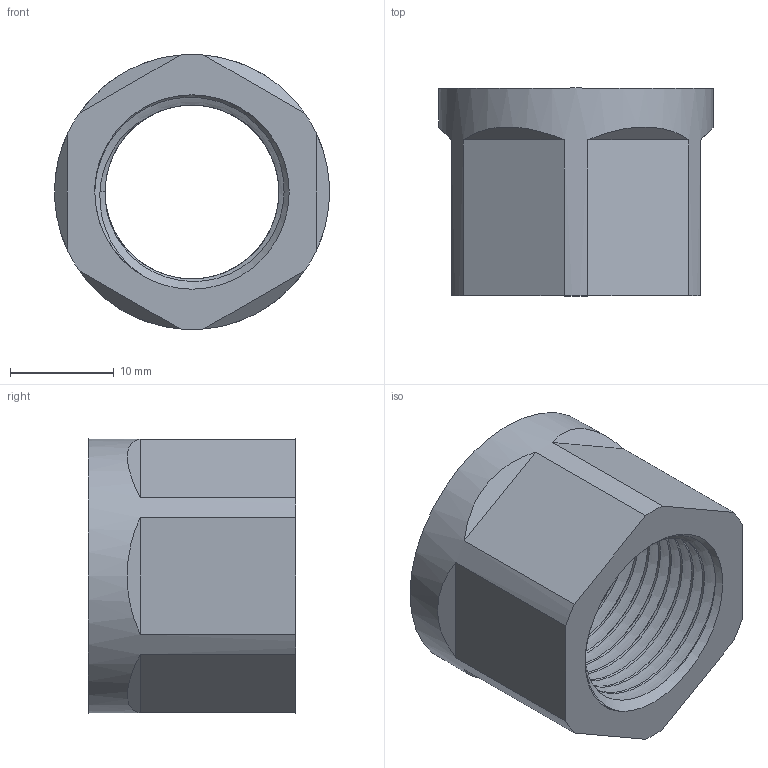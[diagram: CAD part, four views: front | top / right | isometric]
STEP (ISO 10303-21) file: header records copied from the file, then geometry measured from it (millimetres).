
FILE_DESCRIPTION(/* description */ (''),/* implementation_level */ '2;1');
FILE_NAME(/* time_stamp */ '2022-02-02T12:14:11-08:00',/* author */ ('Andrew'),/* organization */ (''),/* preprocessor_version */ 'ST-DEVELOPER v18.1',/* authorisation */ '');
FILE_SCHEMA (('AUTOMOTIVE_DESIGN { 1 0 10303 214 3 1 1 }'));
Length unit declared in the file: millimetre
Products named in the file (1): Shift Knob Adapter
Bounding box: 26.5 x 20 x 26.5 mm (x, y, z)
Volume: 5757.3 mm3; surface area: 4215.8 mm2
Topology: 1 solids, 1 shells, 49 faces, 133 edges, 86 vertices
Faces by surface type: cylinder 30, plane 14, cone 3, bspline 2
Full cylindrical faces by diameter (mm): 16.75 x12, 18.75 x14, 26.5 x1
Entity records: 5095 total; most frequent: CARTESIAN_POINT 3914, ORIENTED_EDGE 266, DIRECTION 194, EDGE_CURVE 133, VERTEX_POINT 86, AXIS2_PLACEMENT_3D 70, B_SPLINE_CURVE_WITH_KNOTS 57, LINE 54
